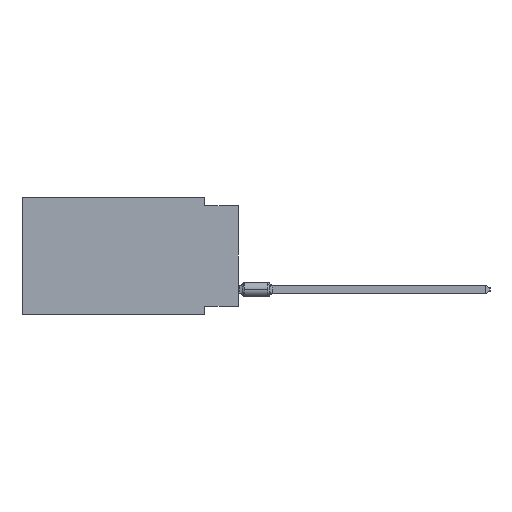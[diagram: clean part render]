
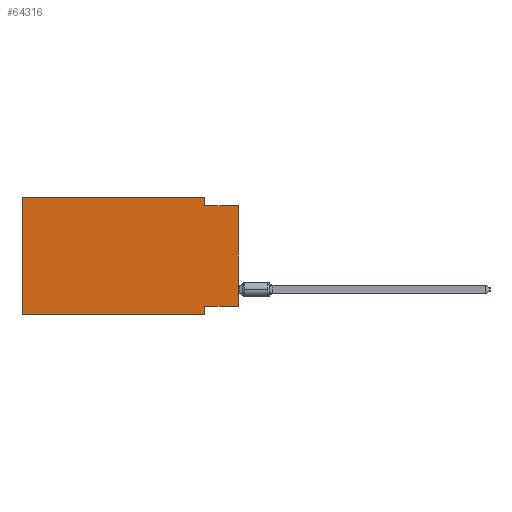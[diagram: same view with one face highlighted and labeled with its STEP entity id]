
A CAD part, left-side view. The second image highlights one B-rep face of the part: STEP entity #64316.
In plain terms, the highlighted planar face has unit normal (-1, 0, 0).
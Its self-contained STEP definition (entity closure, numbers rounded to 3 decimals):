
#847 = VERTEX_POINT ( 'NONE', #47423 ) ;
#868 = LINE ( 'NONE', #50583, #9848 ) ;
#1205 = VERTEX_POINT ( 'NONE', #2030 ) ;
#2030 = CARTESIAN_POINT ( 'NONE',  ( 0., 2.54, -0.635 ) ) ;
#4521 = CARTESIAN_POINT ( 'NONE',  ( 0., 16.383, 0. ) ) ;
#4712 = DIRECTION ( 'NONE',  ( 0., -1., 0. ) ) ;
#6032 = VERTEX_POINT ( 'NONE', #63001 ) ;
#9638 = CARTESIAN_POINT ( 'NONE',  ( 0., 2.54, -8.255 ) ) ;
#9848 = VECTOR ( 'NONE', #68496, 1000. ) ;
#10883 = DIRECTION ( 'NONE',  ( 0., -1., 0. ) ) ;
#11869 = LINE ( 'NONE', #46981, #23803 ) ;
#12998 = CARTESIAN_POINT ( 'NONE',  ( 0., 0., -8.255 ) ) ;
#13701 = AXIS2_PLACEMENT_3D ( 'NONE', #38134, #25466, #43372 ) ;
#13894 = EDGE_CURVE ( 'NONE', #36452, #847, #868, .T. ) ;
#14618 = PLANE ( 'NONE',  #13701 ) ;
#15779 = ORIENTED_EDGE ( 'NONE', *, *, #25122, .F. ) ;
#16482 = CARTESIAN_POINT ( 'NONE',  ( 0., 16.383, 0. ) ) ;
#16702 = ORIENTED_EDGE ( 'NONE', *, *, #13894, .T. ) ;
#17560 = VECTOR ( 'NONE', #26233, 1000. ) ;
#18438 = ORIENTED_EDGE ( 'NONE', *, *, #60297, .F. ) ;
#19089 = CARTESIAN_POINT ( 'NONE',  ( 0., 2.54, 0. ) ) ;
#19253 = VECTOR ( 'NONE', #10883, 1000. ) ;
#20044 = EDGE_CURVE ( 'NONE', #6032, #45548, #66600, .T. ) ;
#21077 = LINE ( 'NONE', #65300, #50828 ) ;
#23803 = VECTOR ( 'NONE', #41368, 1000. ) ;
#24632 = ORIENTED_EDGE ( 'NONE', *, *, #69606, .T. ) ;
#25122 = EDGE_CURVE ( 'NONE', #36452, #27641, #52619, .T. ) ;
#25466 = DIRECTION ( 'NONE',  ( 1., 0., 0. ) ) ;
#26233 = DIRECTION ( 'NONE',  ( 0., 0., 1. ) ) ;
#27641 = VERTEX_POINT ( 'NONE', #9638 ) ;
#28523 = LINE ( 'NONE', #68145, #58627 ) ;
#32160 = FACE_OUTER_BOUND ( 'NONE', #39370, .T. ) ;
#33824 = CARTESIAN_POINT ( 'NONE',  ( 0., 0., -0.635 ) ) ;
#36452 = VERTEX_POINT ( 'NONE', #66421 ) ;
#38134 = CARTESIAN_POINT ( 'NONE',  ( 0., 16.383, 0. ) ) ;
#39370 = EDGE_LOOP ( 'NONE', ( #16702, #18438, #71557, #43448, #46202, #24632, #72021, #15779 ) ) ;
#41368 = DIRECTION ( 'NONE',  ( 0., 0., -1. ) ) ;
#42296 = EDGE_CURVE ( 'NONE', #45548, #54909, #51958, .T. ) ;
#43372 = DIRECTION ( 'NONE',  ( 0., 0., -1. ) ) ;
#43448 = ORIENTED_EDGE ( 'NONE', *, *, #42296, .F. ) ;
#43493 = EDGE_CURVE ( 'NONE', #54909, #1205, #28523, .T. ) ;
#45053 = LINE ( 'NONE', #33824, #70529 ) ;
#45548 = VERTEX_POINT ( 'NONE', #4521 ) ;
#46202 = ORIENTED_EDGE ( 'NONE', *, *, #20044, .F. ) ;
#46981 = CARTESIAN_POINT ( 'NONE',  ( 0., 2.54, -8.89 ) ) ;
#47423 = CARTESIAN_POINT ( 'NONE',  ( 0., 0., -0.635 ) ) ;
#49398 = CARTESIAN_POINT ( 'NONE',  ( 0., 16.383, 0. ) ) ;
#50583 = CARTESIAN_POINT ( 'NONE',  ( 0., 0., 0. ) ) ;
#50726 = EDGE_CURVE ( 'NONE', #27641, #66226, #11869, .T. ) ;
#50828 = VECTOR ( 'NONE', #55440, 1000. ) ;
#51958 = LINE ( 'NONE', #16482, #19253 ) ;
#52599 = CARTESIAN_POINT ( 'NONE',  ( 0., 2.54, -8.89 ) ) ;
#52619 = LINE ( 'NONE', #12998, #63880 ) ;
#53353 = DIRECTION ( 'NONE',  ( 0., 1., 0. ) ) ;
#54909 = VERTEX_POINT ( 'NONE', #19089 ) ;
#55440 = DIRECTION ( 'NONE',  ( 0., -1., 0. ) ) ;
#58627 = VECTOR ( 'NONE', #73381, 1000. ) ;
#60297 = EDGE_CURVE ( 'NONE', #1205, #847, #45053, .T. ) ;
#63001 = CARTESIAN_POINT ( 'NONE',  ( 0., 16.383, -8.89 ) ) ;
#63880 = VECTOR ( 'NONE', #53353, 1000. ) ;
#64316 = ADVANCED_FACE ( 'NONE', ( #32160 ), #14618, .F. ) ;
#65300 = CARTESIAN_POINT ( 'NONE',  ( 0., 16.383, -8.89 ) ) ;
#66226 = VERTEX_POINT ( 'NONE', #52599 ) ;
#66421 = CARTESIAN_POINT ( 'NONE',  ( 0., 0., -8.255 ) ) ;
#66600 = LINE ( 'NONE', #49398, #17560 ) ;
#68145 = CARTESIAN_POINT ( 'NONE',  ( 0., 2.54, 0. ) ) ;
#68496 = DIRECTION ( 'NONE',  ( 0., 0., 1. ) ) ;
#69606 = EDGE_CURVE ( 'NONE', #6032, #66226, #21077, .T. ) ;
#70529 = VECTOR ( 'NONE', #4712, 1000. ) ;
#71557 = ORIENTED_EDGE ( 'NONE', *, *, #43493, .F. ) ;
#72021 = ORIENTED_EDGE ( 'NONE', *, *, #50726, .F. ) ;
#73381 = DIRECTION ( 'NONE',  ( 0., 0., -1. ) ) ;
